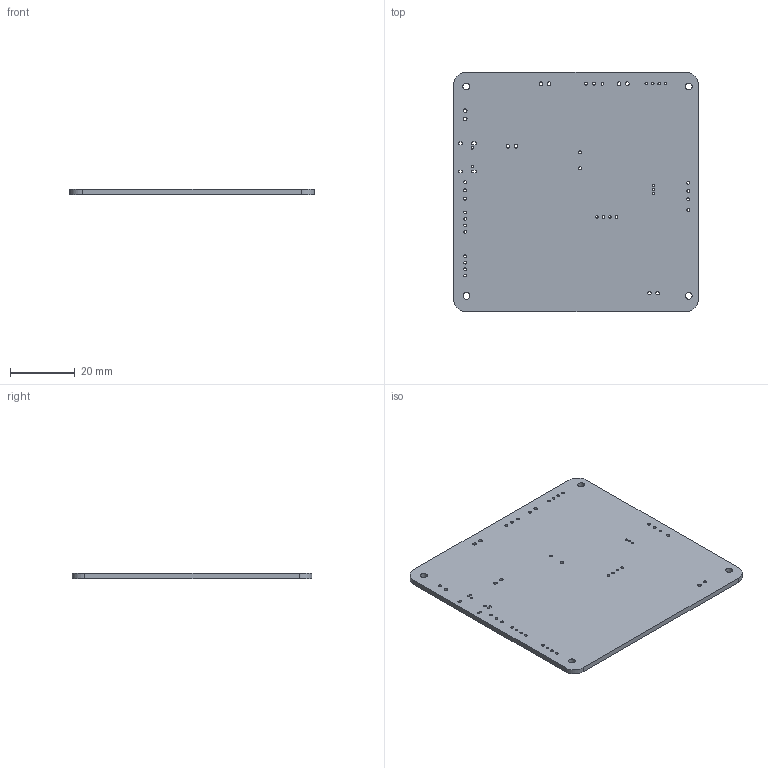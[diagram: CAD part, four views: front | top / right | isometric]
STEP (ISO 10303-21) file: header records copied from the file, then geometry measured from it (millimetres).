
FILE_DESCRIPTION(('Designed by EasyEDA Pro'),'2;1');
FILE_NAME('Open CASCADE Shape Model','2024-05-01T21:01:37',('Author'),( 'Open CASCADE'),'Open CASCADE STEP processor 7.8','Open CASCADE 7.8' ,'Unknown');
FILE_SCHEMA(('AUTOMOTIVE_DESIGN { 1 0 10303 214 1 1 1 1 }'));
Length unit declared in the file: millimetre
Products named in the file (2): PCBModel; Board
Assembly tree (1 placements, depth 2):
  PCBModel
    Board
Bounding box: 75.47 x 73.97 x 1.6 mm (x, y, z)
Volume: 8839.4 mm3; surface area: 11774.7 mm2
Topology: 1 solids, 1 shells, 73 faces, 213 edges, 142 vertices
Faces by surface type: cylinder 59, plane 14
Full cylindrical faces by diameter (mm): 0.7 x3, 0.75 x2, 0.8 x16, 0.889 x9, 0.9 x2, 0.914 x1, 1.05 x2, 1.1 x8, 2.1 x4
Entity records: 3226 total; most frequent: DIRECTION 481, CARTESIAN_POINT 430, ORIENTED_EDGE 426, EDGE_CURVE 213, AXIS2_PLACEMENT_3D 193, FACE_BOUND 175, EDGE_LOOP 175, VERTEX_POINT 142
